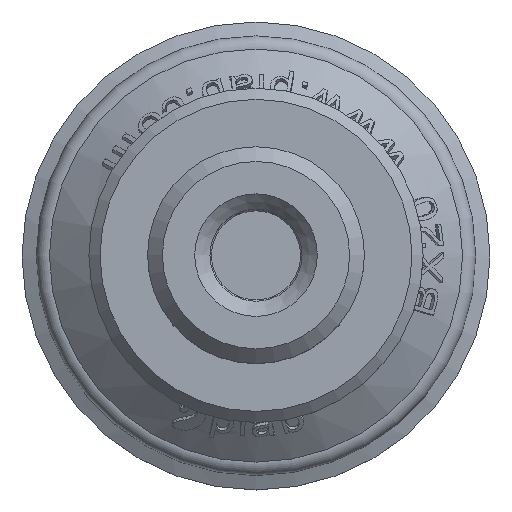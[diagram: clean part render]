
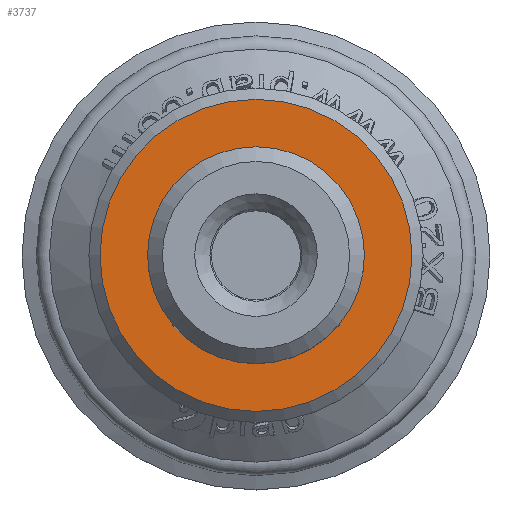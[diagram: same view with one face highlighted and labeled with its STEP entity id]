
A CAD part, top view. The second image highlights one B-rep face of the part: STEP entity #3737.
In plain terms, the highlighted planar face has unit normal (0, 0, 1).
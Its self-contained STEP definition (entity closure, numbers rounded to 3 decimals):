
#3737 = ADVANCED_FACE( '', ( #7119, #7120 ), #7121, .T. );
#7119 = FACE_BOUND( '', #8259, .T. );
#7120 = FACE_OUTER_BOUND( '', #8260, .T. );
#7121 = PLANE( '', #8261 );
#8259 = EDGE_LOOP( '', ( #10084 ) );
#8260 = EDGE_LOOP( '', ( #10085 ) );
#8261 = AXIS2_PLACEMENT_3D( '', #10086, #10087, #10088 );
#10084 = ORIENTED_EDGE( '', *, *, #15636, .F. );
#10085 = ORIENTED_EDGE( '', *, *, #15640, .T. );
#10086 = CARTESIAN_POINT( '', ( -7.084, -7.084, -6. ) );
#10087 = DIRECTION( '', ( 0., 0., 1. ) );
#10088 = DIRECTION( '', ( 1., 0., 0. ) );
#15636 = EDGE_CURVE( '', #15825, #15825, #15826, .F. );
#15640 = EDGE_CURVE( '', #15833, #15833, #15834, .F. );
#15825 = VERTEX_POINT( '', #15847 );
#15826 = CIRCLE( '', #15848, 4.865 );
#15833 = VERTEX_POINT( '', #15855 );
#15834 = CIRCLE( '', #15856, 7. );
#15847 = CARTESIAN_POINT( '', ( -4.865, 0., -6. ) );
#15848 = AXIS2_PLACEMENT_3D( '', #15875, #15876, #15877 );
#15855 = CARTESIAN_POINT( '', ( 0., 7., -6. ) );
#15856 = AXIS2_PLACEMENT_3D( '', #15887, #15888, #15889 );
#15875 = CARTESIAN_POINT( '', ( 0., 0., -6. ) );
#15876 = DIRECTION( '', ( 0., 0., -1. ) );
#15877 = DIRECTION( '', ( -1., 0., 0. ) );
#15887 = CARTESIAN_POINT( '', ( 0., 0., -6. ) );
#15888 = DIRECTION( '', ( 0., 0., -1. ) );
#15889 = DIRECTION( '', ( 0., 1., 0. ) );
